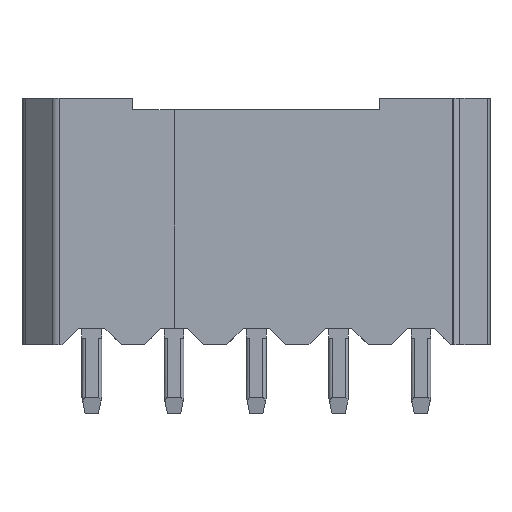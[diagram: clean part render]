
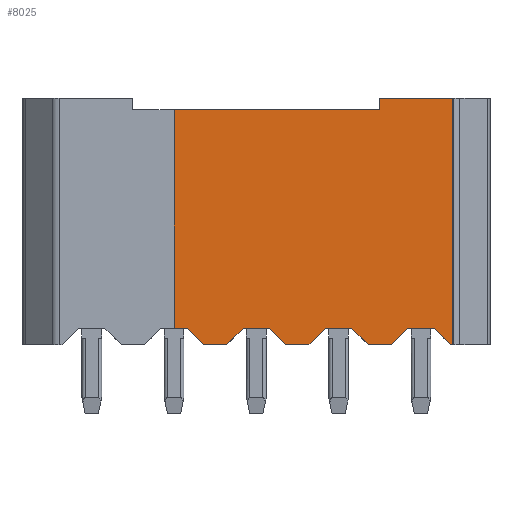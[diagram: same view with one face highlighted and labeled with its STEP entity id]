
A CAD part, front view. The second image highlights one B-rep face of the part: STEP entity #8025.
In plain terms, the highlighted planar face has unit normal (0, -1, 0).
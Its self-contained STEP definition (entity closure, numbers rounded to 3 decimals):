
#8025=ADVANCED_FACE('',(#17408),#17409,.T.);
#11061=VERTEX_POINT('',#20580);
#11063=EDGE_CURVE('',#11061,#20582,#20583,.T.);
#11159=VERTEX_POINT('',#20680);
#11163=VERTEX_POINT('',#20684);
#11165=EDGE_CURVE('',#11163,#11159,#20686,.T.);
#11365=VERTEX_POINT('',#20886);
#11369=EDGE_CURVE('',#11159,#11365,#20890,.T.);
#11377=VERTEX_POINT('',#20898);
#11379=EDGE_CURVE('',#11163,#11377,#20900,.T.);
#11409=EDGE_CURVE('',#11061,#11365,#20930,.T.);
#11577=VERTEX_POINT('',#21098);
#11581=VERTEX_POINT('',#21102);
#11583=EDGE_CURVE('',#11577,#11581,#21104,.T.);
#11661=VERTEX_POINT('',#21182);
#11667=EDGE_CURVE('',#11577,#11661,#21188,.T.);
#11719=VERTEX_POINT('',#21240);
#11723=EDGE_CURVE('',#11719,#11661,#21244,.T.);
#11743=EDGE_CURVE('',#11377,#11719,#21264,.T.);
#11977=VERTEX_POINT('',#21498);
#11981=VERTEX_POINT('',#21502);
#11983=EDGE_CURVE('',#11977,#11981,#21504,.T.);
#12061=VERTEX_POINT('',#21582);
#12067=EDGE_CURVE('',#11977,#12061,#21588,.T.);
#12119=VERTEX_POINT('',#21640);
#12123=EDGE_CURVE('',#12119,#12061,#21644,.T.);
#12143=EDGE_CURVE('',#11581,#12119,#21664,.T.);
#12377=VERTEX_POINT('',#21898);
#12381=VERTEX_POINT('',#21902);
#12383=EDGE_CURVE('',#12377,#12381,#21904,.T.);
#12539=VERTEX_POINT('',#22060);
#12545=EDGE_CURVE('',#12377,#12539,#22066,.T.);
#12591=VERTEX_POINT('',#22112);
#12593=EDGE_CURVE('',#12591,#20582,#22114,.T.);
#12595=VERTEX_POINT('',#22116);
#12597=EDGE_CURVE('',#12591,#12595,#22118,.T.);
#12599=EDGE_CURVE('',#12381,#12595,#22120,.T.);
#12601=VERTEX_POINT('',#22122);
#12603=EDGE_CURVE('',#12601,#12539,#22124,.T.);
#12605=EDGE_CURVE('',#11981,#12601,#22126,.T.);
#17408=FACE_OUTER_BOUND('',#30560,.T.);
#17409=PLANE('',#30561);
#20580=CARTESIAN_POINT('',(9.726,0.0,7.5));
#20582=VERTEX_POINT('',#36741);
#20583=LINE('',#36742,#36743);
#20680=CARTESIAN_POINT('',(11.951,0.0,0.));
#20684=CARTESIAN_POINT('',(11.876,0.0,0.));
#20686=LINE('',#36898,#36899);
#20886=CARTESIAN_POINT('',(11.951,0.0,7.5));
#20890=LINE('',#37295,#37296);
#20898=CARTESIAN_POINT('',(11.376,0.0,0.5));
#20900=LINE('',#37334,#37335);
#20930=LINE('',#37384,#37385);
#21098=CARTESIAN_POINT('',(9.376,0.0,0.));
#21102=CARTESIAN_POINT('',(8.876,0.0,0.5));
#21104=LINE('',#37673,#37674);
#21182=CARTESIAN_POINT('',(10.076,0.0,0.));
#21188=LINE('',#37808,#37809);
#21240=CARTESIAN_POINT('',(10.576,0.0,0.5));
#21244=LINE('',#37899,#37900);
#21264=LINE('',#37931,#37932);
#21498=CARTESIAN_POINT('',(6.876,0.0,0.));
#21502=CARTESIAN_POINT('',(6.376,0.0,0.5));
#21504=LINE('',#38321,#38322);
#21582=CARTESIAN_POINT('',(7.576,0.0,0.));
#21588=LINE('',#38456,#38457);
#21640=CARTESIAN_POINT('',(8.076,0.0,0.5));
#21644=LINE('',#38547,#38548);
#21664=LINE('',#38579,#38580);
#21898=CARTESIAN_POINT('',(4.376,0.0,0.));
#21902=CARTESIAN_POINT('',(3.876,0.0,0.5));
#21904=LINE('',#38969,#38970);
#22060=CARTESIAN_POINT('',(5.076,0.0,0.));
#22066=LINE('',#39229,#39230);
#22112=CARTESIAN_POINT('',(3.476,0.0,7.15));
#22114=LINE('',#39307,#39308);
#22116=CARTESIAN_POINT('',(3.476,0.0,0.5));
#22118=LINE('',#39313,#39314);
#22120=LINE('',#39317,#39318);
#22122=CARTESIAN_POINT('',(5.576,0.0,0.5));
#22124=LINE('',#39323,#39324);
#22126=LINE('',#39327,#39328);
#30560=EDGE_LOOP('',(#47565,#47566,#47567,#47568,#47569,#47570,#47571,#47572,#47573,#47574,#47575,#47576,#47577,#47578,#47579,#47580,#47581,#47582,#47583,#47584));
#30561=AXIS2_PLACEMENT_3D('',#47585,#47586,#47587);
#36741=CARTESIAN_POINT('',(9.726,0.0,7.15));
#36742=CARTESIAN_POINT('',(9.726,0.0,7.5));
#36743=VECTOR('',#49144,1.0);
#36898=CARTESIAN_POINT('',(11.876,0.0,0.));
#36899=VECTOR('',#49183,1.0);
#37295=CARTESIAN_POINT('',(11.951,0.0,0.));
#37296=VECTOR('',#49262,1.0);
#37334=CARTESIAN_POINT('',(11.876,0.0,0.));
#37335=VECTOR('',#49264,1.0);
#37384=CARTESIAN_POINT('',(9.726,0.0,7.5));
#37385=VECTOR('',#49279,1.0);
#37673=CARTESIAN_POINT('',(9.376,0.0,0.));
#37674=VECTOR('',#49326,1.0);
#37808=CARTESIAN_POINT('',(9.376,0.0,0.0));
#37809=VECTOR('',#49369,1.0);
#37899=CARTESIAN_POINT('',(10.576,0.0,0.5));
#37900=VECTOR('',#49389,1.0);
#37931=CARTESIAN_POINT('',(10.976,0.0,0.5));
#37932=VECTOR('',#49395,1.0);
#38321=CARTESIAN_POINT('',(6.876,0.0,0.));
#38322=VECTOR('',#49470,1.0);
#38456=CARTESIAN_POINT('',(6.876,0.0,0.0));
#38457=VECTOR('',#49513,1.0);
#38547=CARTESIAN_POINT('',(8.076,0.0,0.5));
#38548=VECTOR('',#49533,1.0);
#38579=CARTESIAN_POINT('',(8.476,0.0,0.5));
#38580=VECTOR('',#49539,1.0);
#38969=CARTESIAN_POINT('',(4.376,0.0,0.));
#38970=VECTOR('',#49614,1.0);
#39229=CARTESIAN_POINT('',(4.376,0.0,0.0));
#39230=VECTOR('',#49683,1.0);
#39307=CARTESIAN_POINT('',(3.476,0.0,7.15));
#39308=VECTOR('',#49698,1.0);
#39313=CARTESIAN_POINT('',(3.476,0.0,7.15));
#39314=VECTOR('',#49699,1.0);
#39317=CARTESIAN_POINT('',(3.876,0.0,0.5));
#39318=VECTOR('',#49700,1.0);
#39323=CARTESIAN_POINT('',(5.576,0.0,0.5));
#39324=VECTOR('',#49701,1.0);
#39327=CARTESIAN_POINT('',(5.976,0.0,0.5));
#39328=VECTOR('',#49702,1.0);
#47565=ORIENTED_EDGE('',*,*,#11063,.T.);
#47566=ORIENTED_EDGE('',*,*,#12593,.F.);
#47567=ORIENTED_EDGE('',*,*,#12597,.T.);
#47568=ORIENTED_EDGE('',*,*,#12599,.F.);
#47569=ORIENTED_EDGE('',*,*,#12383,.F.);
#47570=ORIENTED_EDGE('',*,*,#12545,.T.);
#47571=ORIENTED_EDGE('',*,*,#12603,.F.);
#47572=ORIENTED_EDGE('',*,*,#12605,.F.);
#47573=ORIENTED_EDGE('',*,*,#11983,.F.);
#47574=ORIENTED_EDGE('',*,*,#12067,.T.);
#47575=ORIENTED_EDGE('',*,*,#12123,.F.);
#47576=ORIENTED_EDGE('',*,*,#12143,.F.);
#47577=ORIENTED_EDGE('',*,*,#11583,.F.);
#47578=ORIENTED_EDGE('',*,*,#11667,.T.);
#47579=ORIENTED_EDGE('',*,*,#11723,.F.);
#47580=ORIENTED_EDGE('',*,*,#11743,.F.);
#47581=ORIENTED_EDGE('',*,*,#11379,.F.);
#47582=ORIENTED_EDGE('',*,*,#11165,.T.);
#47583=ORIENTED_EDGE('',*,*,#11369,.T.);
#47584=ORIENTED_EDGE('',*,*,#11409,.F.);
#47585=CARTESIAN_POINT('',(6.038,0.0,-0.179));
#47586=DIRECTION('',(0.0,-1.0,0.0));
#47587=DIRECTION('',(0.0,0.0,-1.0));
#49144=DIRECTION('',(0.0,0.0,-1.0));
#49183=DIRECTION('',(1.0,0.0,0.0));
#49262=DIRECTION('',(0.0,0.0,1.0));
#49264=DIRECTION('',(-0.707,0.0,0.707));
#49279=DIRECTION('',(1.0,0.0,0.0));
#49326=DIRECTION('',(-0.707,0.0,0.707));
#49369=DIRECTION('',(1.0,0.0,0.0));
#49389=DIRECTION('',(-0.707,0.0,-0.707));
#49395=DIRECTION('',(-1.0,0.0,0.0));
#49470=DIRECTION('',(-0.707,0.0,0.707));
#49513=DIRECTION('',(1.0,0.0,0.0));
#49533=DIRECTION('',(-0.707,0.0,-0.707));
#49539=DIRECTION('',(-1.0,0.0,0.0));
#49614=DIRECTION('',(-0.707,0.0,0.707));
#49683=DIRECTION('',(1.0,0.0,0.0));
#49698=DIRECTION('',(1.0,0.0,0.0));
#49699=DIRECTION('',(0.,0.0,-1.0));
#49700=DIRECTION('',(-1.0,0.0,0.0));
#49701=DIRECTION('',(-0.707,0.0,-0.707));
#49702=DIRECTION('',(-1.0,0.0,0.0));
